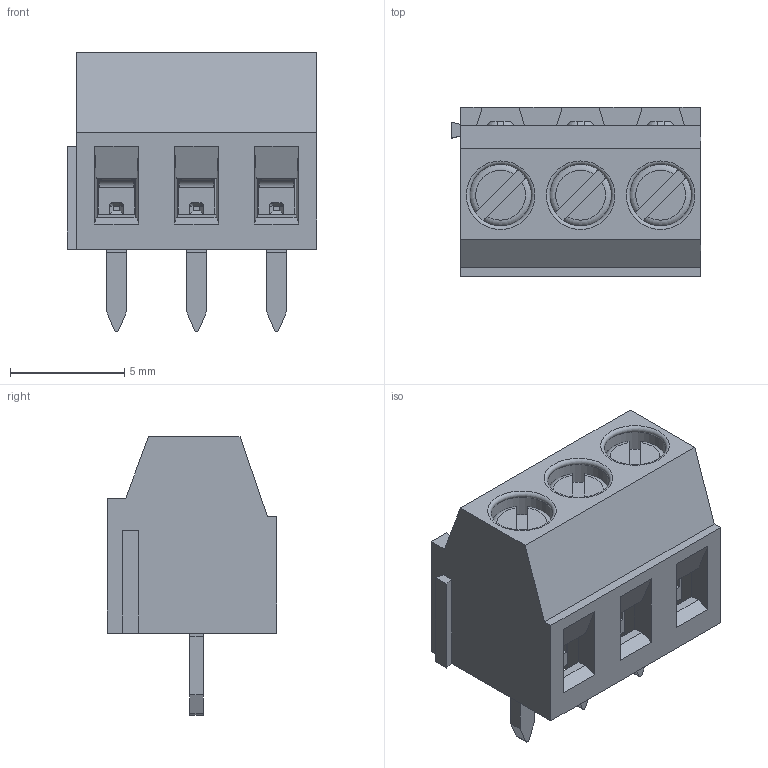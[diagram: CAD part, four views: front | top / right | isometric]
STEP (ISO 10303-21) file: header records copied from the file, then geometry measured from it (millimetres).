
FILE_DESCRIPTION(('STEP AP214'), '1');
FILE_NAME('DG381', '2019-09-29T20:15:48', ('AF'), (''), 'UNSPECIFIED', 'UNSPECIFIED', '');
FILE_SCHEMA(('AUTOMOTIVE_DESIGN { 1 0 10303 214 3 1 1}'));
Length unit declared in the file: millimetre
Assembly tree (9 placements, depth 2):
  (unnamed)
    (unnamed)  x3
    (unnamed)  x3
    (unnamed)  x3
Bounding box: 10.9 x 7.4 x 12.2 mm (x, y, z)
Volume: 409.4 mm3; surface area: 1364.4 mm2
Topology: 10 solids, 10 shells, 354 faces, 876 edges, 542 vertices
Faces by surface type: plane 291, cylinder 39, cone 15, torus 9
Full cylindrical faces by diameter (mm): 1.4 x3, 1.5 x3, 2 x3, 2.2 x3, 2.8 x3, 3 x3
Entity records: 7773 total; most frequent: CARTESIAN_POINT 1057, ORIENTED_EDGE 978, DIRECTION 952, EDGE_CURVE 489, LINE 436, VECTOR 436, VERTEX_POINT 315, AXIS2_PLACEMENT_3D 258
